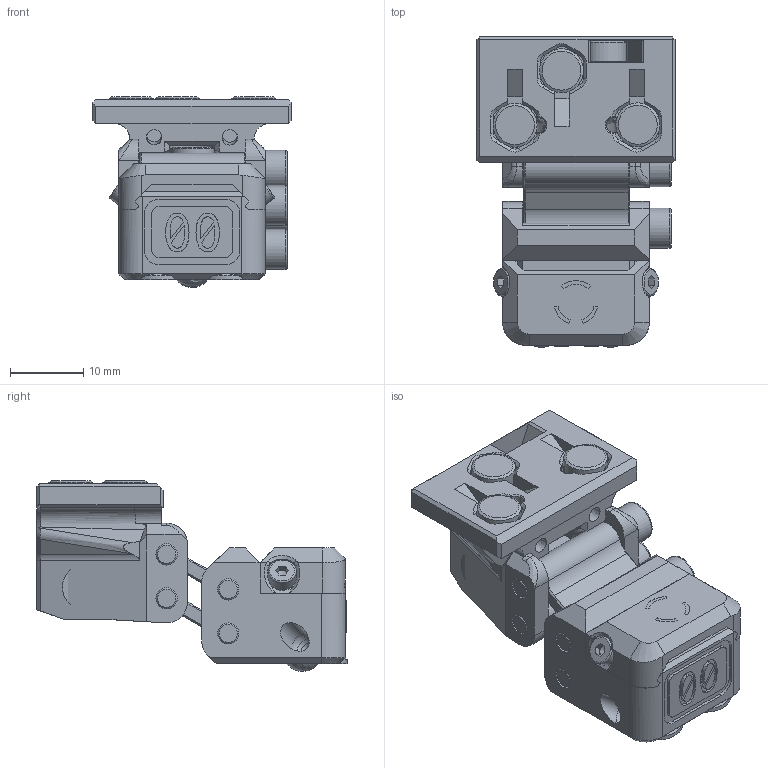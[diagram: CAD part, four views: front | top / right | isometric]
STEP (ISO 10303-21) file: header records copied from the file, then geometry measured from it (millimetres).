
FILE_DESCRIPTION(/* description */ ('STEP AP242','CAx-IF Rec.Pracs.---Representation and Presentation of Product Manufacturing Information (PMI)---4.0---2014-10-13','CAx-IF Rec.Pracs.---3D Tessellated Geometry---0.4---2014-09-14','2;1'),/* implementation_level */ '2;1');
FILE_NAME(/* name */ 'Klicky-00 Xol Buckshot SLM Klicky',/* time_stamp */ '2025-01-01T09:24:52Z',/* author */ (''),/* organization */ (''),/* preprocessor_version */ 'ST-DEVELOPER v20',/* originating_system */ 'ONSHAPE BY PTC INC, 1.191',/* authorisation */ ' ');
FILE_SCHEMA (('AP242_MANAGED_MODEL_BASED_3D_ENGINEERING_MIM_LF { 1 0 10303 442 1 1 4 }'));
Length unit declared in the file: millimetre
Products named in the file (15): Klicky-00 Xol Buckshot SLM Klicky; Klicky-00_Xol_Swingarm_Upper_Buckshot; 6x3 Magnet; Klicky-00_Xol_Swingarm_Lower_Buckshot; Xol Buckshot SLM Front <1>; Hex socket head cap screw M3x0.50 x 20; Hex socket head cap screw M2x0.40 x 6; SLM Strike Plate; Klicky-00_Xol_Buckshot_Front_SLM_Strike; Buckshot switch hardware <1>; BB; Spring; M3x8 FHCS; K-00 Klicky Rear <1>; Klicky-00_Klicky_Rear
Assembly tree (25 placements, depth 4):
  Klicky-00 Xol Buckshot SLM Klicky
    Klicky-00_Xol_Swingarm_Upper_Buckshot
    6x3 Magnet
    Klicky-00_Xol_Swingarm_Lower_Buckshot
    Xol Buckshot SLM Front <1>
      Hex socket head cap screw M3x0.50 x 20  x2
      Hex socket head cap screw M2x0.40 x 6  x2
      SLM Strike Plate
      Klicky-00_Xol_Buckshot_Front_SLM_Strike
      Buckshot switch hardware <1>
        BB
        Spring
        M3x8 FHCS  x3
    K-00 Klicky Rear <1>
      6x3 Magnet  x5
      Hex socket head cap screw M3x0.50 x 20  x2
      Klicky-00_Klicky_Rear
Bounding box: 27.03 x 42.34 x 26.06 mm (x, y, z)
Volume: 10140.5 mm3; surface area: 11403.4 mm2
Topology: 22 solids, 22 shells, 903 faces, 2253 edges, 1407 vertices
Faces by surface type: plane 513, cylinder 153, cone 118, bspline 86, torus 32, sphere 1
Full cylindrical faces by diameter (mm): 1.5 x2, 1.8 x3, 2 x2, 2.1 x2, 2.6 x1, 2.8 x3, 2.866 x1, 2.9 x7, 3 x7, 3.2 x6, 3.8 x2, 4.7 x1, 5.5 x4, 5.84 x3, 6 x7
Entity records: 24778 total; most frequent: CARTESIAN_POINT 7168, ORIENTED_EDGE 3604, DIRECTION 3374, EDGE_CURVE 1802, VERTEX_POINT 1168, AXIS2_PLACEMENT_3D 1131, LINE 1112, VECTOR 1112
